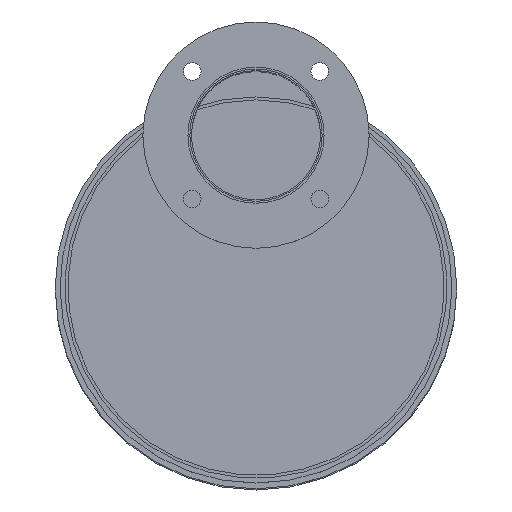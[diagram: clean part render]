
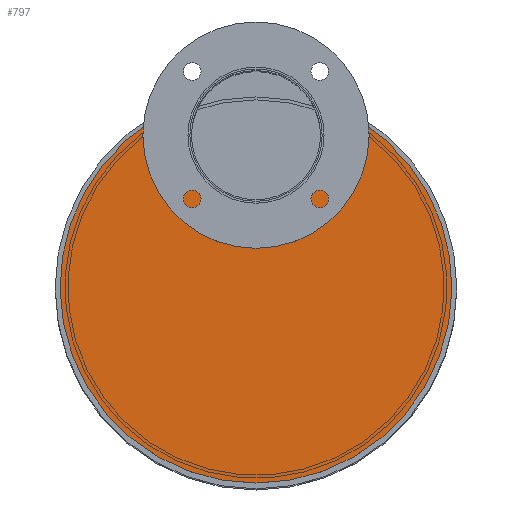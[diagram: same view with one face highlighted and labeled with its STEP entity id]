
A CAD part, top view. The second image highlights one B-rep face of the part: STEP entity #797.
In plain terms, the highlighted planar face has unit normal (0, 0, 1).
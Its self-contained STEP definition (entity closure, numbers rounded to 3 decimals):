
#73=PLANE('',#926);
#137=FACE_BOUND('',#309,.T.);
#191=FACE_OUTER_BOUND('',#308,.T.);
#308=EDGE_LOOP('',(#673,#674));
#309=EDGE_LOOP('',(#675));
#382=CIRCLE('',#917,70.5);
#385=CIRCLE('',#921,200.);
#386=CIRCLE('',#923,79.5);
#454=VERTEX_POINT('',#1376);
#456=VERTEX_POINT('',#1381);
#459=VERTEX_POINT('',#1386);
#528=EDGE_CURVE('',#454,#454,#382,.T.);
#533=EDGE_CURVE('',#459,#456,#385,.T.);
#534=EDGE_CURVE('',#456,#459,#386,.T.);
#673=ORIENTED_EDGE('',*,*,#533,.F.);
#674=ORIENTED_EDGE('',*,*,#534,.F.);
#675=ORIENTED_EDGE('',*,*,#528,.T.);
#797=ADVANCED_FACE('',(#191,#137),#73,.F.);
#917=AXIS2_PLACEMENT_3D('',#1377,#1145,#1146);
#921=AXIS2_PLACEMENT_3D('',#1388,#1155,#1156);
#923=AXIS2_PLACEMENT_3D('',#1390,#1159,#1160);
#926=AXIS2_PLACEMENT_3D('',#1393,#1165,#1166);
#1145=DIRECTION('center_axis',(0.,0.,-1.));
#1146=DIRECTION('ref_axis',(-1.,0.,0.));
#1155=DIRECTION('center_axis',(0.,0.,-1.));
#1156=DIRECTION('ref_axis',(-1.,0.,0.));
#1159=DIRECTION('center_axis',(0.,0.,-1.));
#1160=DIRECTION('ref_axis',(-1.,0.,0.));
#1165=DIRECTION('center_axis',(0.,0.,-1.));
#1166=DIRECTION('ref_axis',(0.,-1.,0.));
#1376=CARTESIAN_POINT('',(70.5,155.,1189.));
#1377=CARTESIAN_POINT('Origin',(0.,155.,1189.));
#1381=CARTESIAN_POINT('',(-73.146,186.144,1189.));
#1386=CARTESIAN_POINT('',(73.146,186.144,1189.));
#1388=CARTESIAN_POINT('Origin',(0.,0.,1189.));
#1390=CARTESIAN_POINT('Origin',(0.,155.,1189.));
#1393=CARTESIAN_POINT('Origin',(0.,0.,1189.));
